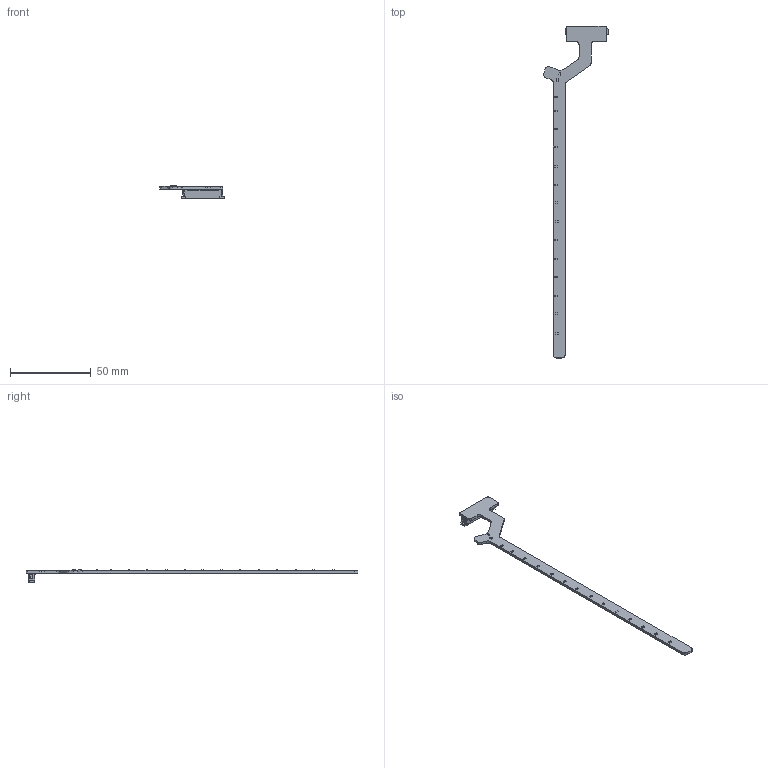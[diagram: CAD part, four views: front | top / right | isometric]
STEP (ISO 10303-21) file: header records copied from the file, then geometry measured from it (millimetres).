
FILE_DESCRIPTION(('KiCad electronic assembly'),'2;1');
FILE_NAME('FT25_AMS_VSENS.step','2025-02-07T17:12:58',('Pcbnew'),( 'Kicad'),'Open CASCADE STEP processor 7.7','KiCad to STEP converter' ,'Unknown');
FILE_SCHEMA(('AUTOMOTIVE_DESIGN { 1 0 10303 214 1 1 1 1 }'));
Length unit declared in the file: millimetre
Products named in the file (6): FT25_AMS_VSENS 1; Fuse_0603_1608Metric; 52610-2072; 526102072; FT25_AMS_VSENS_PCB
Assembly tree (20 placements, depth 3):
  FT25_AMS_VSENS 1
    Fuse_0603_1608Metric  x16
      Fuse_0603_1608Metric
    52610-2072
      526102072
    FT25_AMS_VSENS_PCB
Bounding box: 39.85 x 205.24 x 7.85 mm (x, y, z)
Volume: 3334.6 mm3; surface area: 5435.1 mm2
Topology: 18 solids, 18 shells, 1150 faces, 3418 edges, 2452 vertices
Faces by surface type: plane 962, cylinder 188
Entity records: 26499 total; most frequent: CARTESIAN_POINT 4983, ORIENTED_EDGE 4476, DIRECTION 4092, LINE 2262, VECTOR 2262, EDGE_CURVE 2238, VERTEX_POINT 1472, AXIS2_PLACEMENT_3D 915
